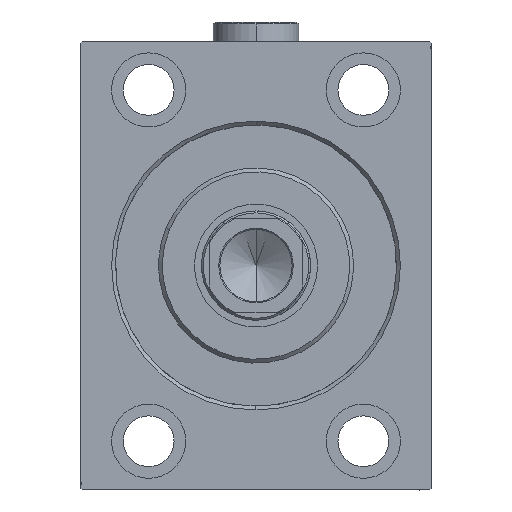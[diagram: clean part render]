
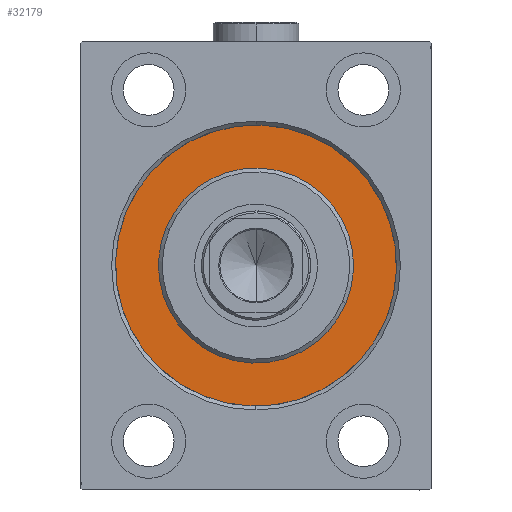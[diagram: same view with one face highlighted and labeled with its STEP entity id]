
A CAD part, left-side view. The second image highlights one B-rep face of the part: STEP entity #32179.
In plain terms, the highlighted face is planar.
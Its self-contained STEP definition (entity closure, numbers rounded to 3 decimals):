
#471 = CARTESIAN_POINT ( 'NONE',  ( 0., 0., -36. ) ) ;
#559 = DIRECTION ( 'NONE',  ( 0., 0., -1. ) ) ;
#1185 = AXIS2_PLACEMENT_3D ( 'NONE', #29656, #40380, #43584 ) ;
#2902 = FACE_BOUND ( 'NONE', #8811, .T. ) ;
#4459 = AXIS2_PLACEMENT_3D ( 'NONE', #35434, #10764, #28561 ) ;
#5905 = ORIENTED_EDGE ( 'NONE', *, *, #20324, .F. ) ;
#6182 = ORIENTED_EDGE ( 'NONE', *, *, #25802, .F. ) ;
#6353 = EDGE_CURVE ( 'NONE', #20372, #40576, #19858, .T. ) ;
#8811 = EDGE_LOOP ( 'NONE', ( #18424, #6182 ) ) ;
#9061 = CARTESIAN_POINT ( 'NONE',  ( 0., 0., 0. ) ) ;
#10764 = DIRECTION ( 'NONE',  ( 1., 0., 0. ) ) ;
#13043 = EDGE_CURVE ( 'NONE', #23724, #36880, #24393, .T. ) ;
#14226 = CARTESIAN_POINT ( 'NONE',  ( 0., 0., 0. ) ) ;
#17547 = CIRCLE ( 'NONE', #4459, 25. ) ;
#18424 = ORIENTED_EDGE ( 'NONE', *, *, #13043, .F. ) ;
#19544 = DIRECTION ( 'NONE',  ( -1., 0., 0. ) ) ;
#19858 = CIRCLE ( 'NONE', #24232, 36. ) ;
#20324 = EDGE_CURVE ( 'NONE', #40576, #20372, #39811, .T. ) ;
#20372 = VERTEX_POINT ( 'NONE', #23032 ) ;
#21095 = CARTESIAN_POINT ( 'NONE',  ( 0., 0., 0. ) ) ;
#22104 = CARTESIAN_POINT ( 'NONE',  ( 0., 0., -25. ) ) ;
#23032 = CARTESIAN_POINT ( 'NONE',  ( 0., 0., 36. ) ) ;
#23558 = EDGE_LOOP ( 'NONE', ( #5905, #41774 ) ) ;
#23724 = VERTEX_POINT ( 'NONE', #28831 ) ;
#24232 = AXIS2_PLACEMENT_3D ( 'NONE', #21095, #38672, #31591 ) ;
#24393 = CIRCLE ( 'NONE', #29514, 25. ) ;
#25802 = EDGE_CURVE ( 'NONE', #36880, #23724, #17547, .T. ) ;
#27060 = PLANE ( 'NONE',  #31471 ) ;
#28161 = DIRECTION ( 'NONE',  ( 1., 0., 0. ) ) ;
#28561 = DIRECTION ( 'NONE',  ( 0., 0., -1. ) ) ;
#28831 = CARTESIAN_POINT ( 'NONE',  ( 0., 0., 25. ) ) ;
#29514 = AXIS2_PLACEMENT_3D ( 'NONE', #14226, #28161, #559 ) ;
#29600 = DIRECTION ( 'NONE',  ( 0., 0., 1. ) ) ;
#29656 = CARTESIAN_POINT ( 'NONE',  ( 0., 0., 0. ) ) ;
#31471 = AXIS2_PLACEMENT_3D ( 'NONE', #9061, #19544, #29600 ) ;
#31591 = DIRECTION ( 'NONE',  ( 0., 0., 1. ) ) ;
#32179 = ADVANCED_FACE ( 'NONE', ( #2902, #40544 ), #27060, .F. ) ;
#35434 = CARTESIAN_POINT ( 'NONE',  ( 0., 0., 0. ) ) ;
#36880 = VERTEX_POINT ( 'NONE', #22104 ) ;
#38672 = DIRECTION ( 'NONE',  ( -1., 0., 0. ) ) ;
#39811 = CIRCLE ( 'NONE', #1185, 36. ) ;
#40380 = DIRECTION ( 'NONE',  ( -1., 0., 0. ) ) ;
#40544 = FACE_OUTER_BOUND ( 'NONE', #23558, .T. ) ;
#40576 = VERTEX_POINT ( 'NONE', #471 ) ;
#41774 = ORIENTED_EDGE ( 'NONE', *, *, #6353, .F. ) ;
#43584 = DIRECTION ( 'NONE',  ( 0., 0., 1. ) ) ;
